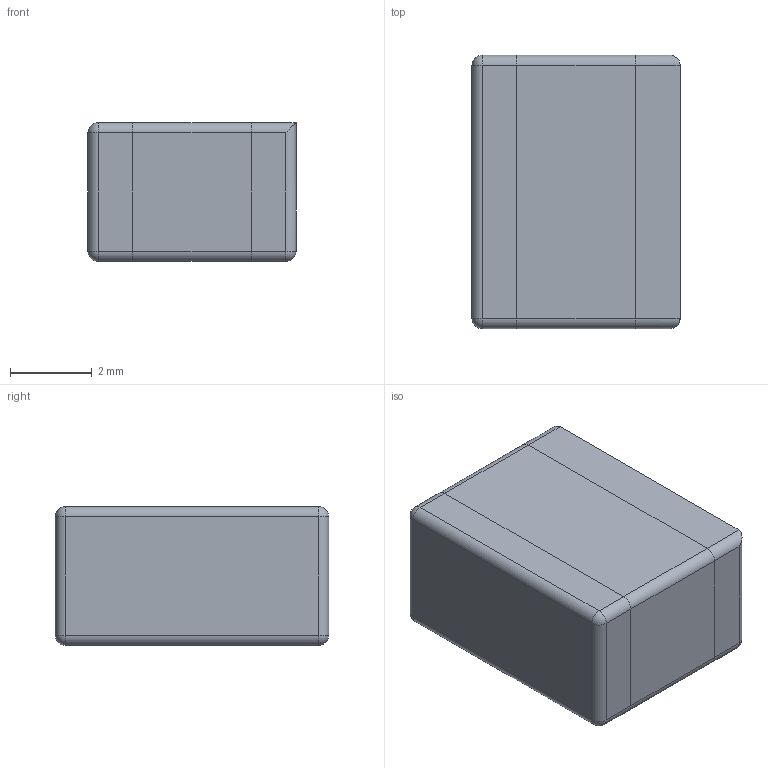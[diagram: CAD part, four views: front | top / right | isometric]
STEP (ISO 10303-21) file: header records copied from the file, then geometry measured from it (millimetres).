
FILE_DESCRIPTION(/* description */ (''),/* implementation_level */ '2;1');
FILE_NAME(/* name */ 'CAPC4663X340N.stp',/* time_stamp */ '2017-04-07T10:13:08+02:00',/* author */ ('riccim'),/* organization */ ('SolidWorks'),/* preprocessor_version */ 'ST-DEVELOPER v16.5',/* originating_system */ 'AutoCAD Mechanical',/* authorisation */ ' ');
FILE_SCHEMA (('AUTOMOTIVE_DESIGN { 1 0 10303 214 3 1 1 }'));
Length unit declared in the file: millimetre
Products named in the file (1): Product
Bounding box: 5.1 x 6.7 x 3.4 mm (x, y, z)
Volume: 115.5 mm3; surface area: 233.6 mm2
Topology: 3 solids, 3 shells, 43 faces, 91 edges, 54 vertices
Faces by surface type: cylinder 19, plane 18, sphere 6
Entity records: 1178 total; most frequent: DIRECTION 215, CARTESIAN_POINT 189, ORIENTED_EDGE 182, EDGE_CURVE 91, AXIS2_PLACEMENT_3D 80, LINE 55, VECTOR 55, VERTEX_POINT 54
